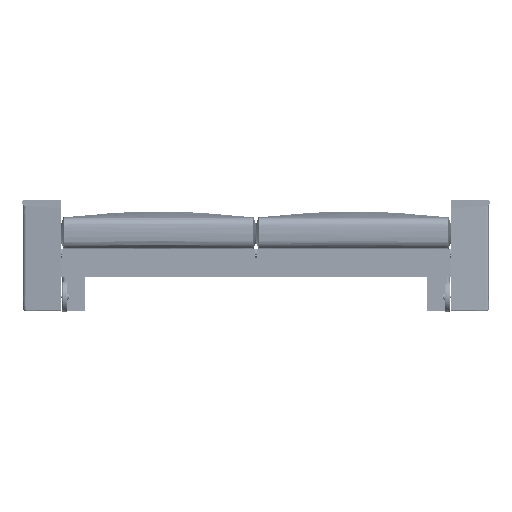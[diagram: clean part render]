
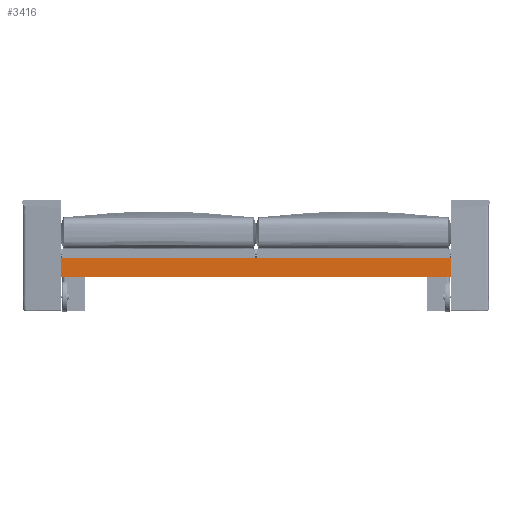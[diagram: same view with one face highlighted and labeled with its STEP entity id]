
A CAD part, left-side view. The second image highlights one B-rep face of the part: STEP entity #3416.
In plain terms, the highlighted face is planar.
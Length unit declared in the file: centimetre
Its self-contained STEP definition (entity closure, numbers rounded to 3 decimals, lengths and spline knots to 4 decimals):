
#1263=B_SPLINE_CURVE_WITH_KNOTS('',1,(#50806,#50807),.UNSPECIFIED.,.F.,
 .F.,(2,2),(-169.9,-99.9),.UNSPECIFIED.);
#1267=B_SPLINE_CURVE_WITH_KNOTS('',1,(#50814,#50815),.UNSPECIFIED.,.F.,
 .F.,(2,2),(-169.9,-99.9),.UNSPECIFIED.);
#1270=B_SPLINE_CURVE_WITH_KNOTS('',1,(#50820,#50821),.UNSPECIFIED.,.F.,
 .F.,(2,2),(0.,1400.),.UNSPECIFIED.);
#1272=B_SPLINE_CURVE_WITH_KNOTS('',1,(#50824,#50825),.UNSPECIFIED.,.F.,
 .F.,(2,2),(0.,1400.),.UNSPECIFIED.);
#3416=ADVANCED_FACE('',(#4278),#13362,.T.);
#4278=FACE_OUTER_BOUND('',#5200,.T.);
#5200=EDGE_LOOP('',(#8688,#8689,#8690,#8691));
#8688=ORIENTED_EDGE('',*,*,#10704,.F.);
#8689=ORIENTED_EDGE('',*,*,#10707,.T.);
#8690=ORIENTED_EDGE('',*,*,#10700,.T.);
#8691=ORIENTED_EDGE('',*,*,#10709,.F.);
#10700=EDGE_CURVE('',#12699,#12701,#1263,.T.);
#10704=EDGE_CURVE('',#12703,#12705,#1267,.T.);
#10707=EDGE_CURVE('',#12703,#12699,#1270,.T.);
#10709=EDGE_CURVE('',#12705,#12701,#1272,.T.);
#12699=VERTEX_POINT('',#50795);
#12701=VERTEX_POINT('',#50797);
#12703=VERTEX_POINT('',#50799);
#12705=VERTEX_POINT('',#50801);
#13362=PLANE('',#14279);
#14279=AXIS2_PLACEMENT_3D('',#50792,#15034,$);
#15034=DIRECTION('',(0.,1.,0.));
#50792=CARTESIAN_POINT('',(70.,174.6,-7.));
#50795=CARTESIAN_POINT('',(-70.,174.6,-7.));
#50797=CARTESIAN_POINT('',(-70.,174.6,0.));
#50799=CARTESIAN_POINT('',(70.,174.6,-7.));
#50801=CARTESIAN_POINT('',(70.,174.6,0.));
#50806=CARTESIAN_POINT('',(-70.,174.6,-7.));
#50807=CARTESIAN_POINT('',(-70.,174.6,0.));
#50814=CARTESIAN_POINT('',(70.,174.6,-7.));
#50815=CARTESIAN_POINT('',(70.,174.6,0.));
#50820=CARTESIAN_POINT('',(70.,174.6,-7.));
#50821=CARTESIAN_POINT('',(-70.,174.6,-7.));
#50824=CARTESIAN_POINT('',(70.,174.6,0.));
#50825=CARTESIAN_POINT('',(-70.,174.6,0.));
